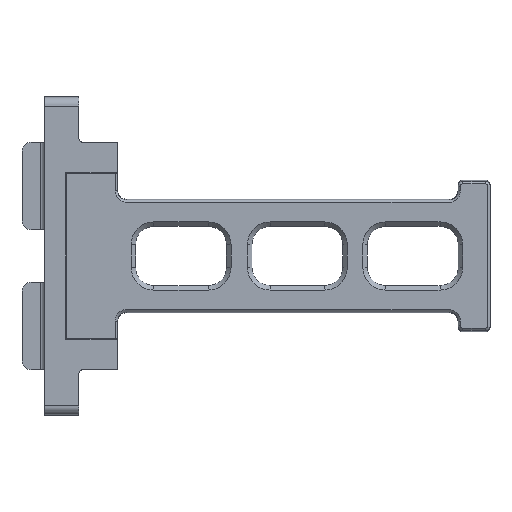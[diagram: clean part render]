
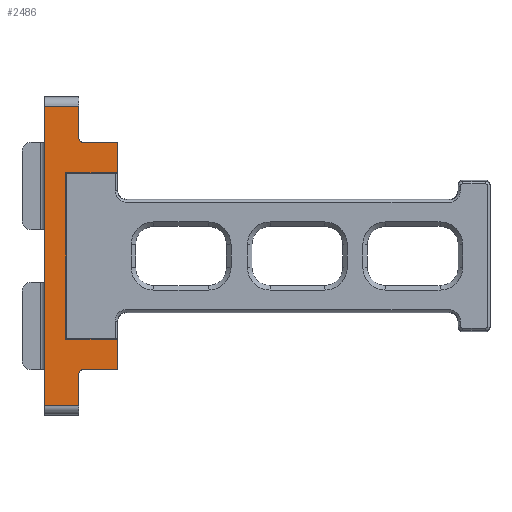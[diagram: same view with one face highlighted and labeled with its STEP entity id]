
A CAD part, front view. The second image highlights one B-rep face of the part: STEP entity #2486.
In plain terms, the highlighted planar face has unit normal (0, -1, 0).
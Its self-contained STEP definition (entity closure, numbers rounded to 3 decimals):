
#14 = ORIENTED_EDGE ( 'NONE', *, *, #4231, .T. ) ;
#16 = DIRECTION ( 'NONE',  ( 0., 0., -1. ) ) ;
#442 = VERTEX_POINT ( 'NONE', #3450 ) ;
#490 = VECTOR ( 'NONE', #13236, 1000. ) ;
#699 = EDGE_CURVE ( 'NONE', #8897, #3430, #8447, .T. ) ;
#981 = EDGE_CURVE ( 'NONE', #6915, #14937, #12285, .T. ) ;
#986 = CIRCLE ( 'NONE', #2467, 1. ) ;
#1120 = CARTESIAN_POINT ( 'NONE',  ( 16.5, 16.5, 23.6 ) ) ;
#1240 = EDGE_LOOP ( 'NONE', ( #8248, #7539, #14, #5656, #12083, #10291, #4537, #13996, #4571, #13129, #8404, #13476, #15517, #12373 ) ) ;
#1258 = DIRECTION ( 'NONE',  ( 1., 0., 0. ) ) ;
#1281 = VECTOR ( 'NONE', #2712, 1000. ) ;
#1291 = DIRECTION ( 'NONE',  ( 0., 1., 0. ) ) ;
#1371 = DIRECTION ( 'NONE',  ( -1., 0., 0. ) ) ;
#1436 = VERTEX_POINT ( 'NONE', #2157 ) ;
#1762 = VERTEX_POINT ( 'NONE', #12624 ) ;
#2120 = EDGE_CURVE ( 'NONE', #442, #1762, #7161, .T. ) ;
#2157 = CARTESIAN_POINT ( 'NONE',  ( 18., 16.5, -13. ) ) ;
#2162 = LINE ( 'NONE', #15384, #3851 ) ;
#2243 = LINE ( 'NONE', #11546, #6299 ) ;
#2467 = AXIS2_PLACEMENT_3D ( 'NONE', #7587, #5060, #3727 ) ;
#2486 = ADVANCED_FACE ( 'NONE', ( #11784 ), #12899, .F. ) ;
#2492 = CIRCLE ( 'NONE', #11302, 1. ) ;
#2523 = LINE ( 'NONE', #14709, #13812 ) ;
#2612 = VERTEX_POINT ( 'NONE', #5751 ) ;
#2680 = DIRECTION ( 'NONE',  ( 0., 0., -1. ) ) ;
#2712 = DIRECTION ( 'NONE',  ( 1., 0., 0. ) ) ;
#2741 = CARTESIAN_POINT ( 'NONE',  ( 4., 16.5, 38.3 ) ) ;
#2782 = VECTOR ( 'NONE', #3626, 1000. ) ;
#3430 = VERTEX_POINT ( 'NONE', #8801 ) ;
#3450 = CARTESIAN_POINT ( 'NONE',  ( 2., 16.5, -27.7 ) ) ;
#3574 = VECTOR ( 'NONE', #1258, 1000. ) ;
#3626 = DIRECTION ( 'NONE',  ( -1., 0., 0. ) ) ;
#3727 = DIRECTION ( 'NONE',  ( -1., 0., 0. ) ) ;
#3851 = VECTOR ( 'NONE', #4608, 1000. ) ;
#4231 = EDGE_CURVE ( 'NONE', #8728, #442, #15263, .T. ) ;
#4255 = VECTOR ( 'NONE', #2680, 1000. ) ;
#4286 = VECTOR ( 'NONE', #16, 1000. ) ;
#4349 = EDGE_CURVE ( 'NONE', #6915, #8728, #14773, .T. ) ;
#4537 = ORIENTED_EDGE ( 'NONE', *, *, #11605, .F. ) ;
#4571 = ORIENTED_EDGE ( 'NONE', *, *, #10842, .F. ) ;
#4608 = DIRECTION ( 'NONE',  ( 0., 0., 1. ) ) ;
#4695 = DIRECTION ( 'NONE',  ( 0., 1., 0. ) ) ;
#5060 = DIRECTION ( 'NONE',  ( 0., 1., 0. ) ) ;
#5656 = ORIENTED_EDGE ( 'NONE', *, *, #2120, .T. ) ;
#5751 = CARTESIAN_POINT ( 'NONE',  ( 10.5, 16.5, -19.7 ) ) ;
#5812 = EDGE_CURVE ( 'NONE', #3430, #10366, #2243, .T. ) ;
#5944 = CARTESIAN_POINT ( 'NONE',  ( 9.5, 16.5, 38.3 ) ) ;
#6299 = VECTOR ( 'NONE', #13033, 1000. ) ;
#6453 = CARTESIAN_POINT ( 'NONE',  ( 9.5, 16.5, 40.3 ) ) ;
#6556 = DIRECTION ( 'NONE',  ( 0., 0., -1. ) ) ;
#6915 = VERTEX_POINT ( 'NONE', #5944 ) ;
#7161 = LINE ( 'NONE', #12991, #3574 ) ;
#7165 = VERTEX_POINT ( 'NONE', #15137 ) ;
#7539 = ORIENTED_EDGE ( 'NONE', *, *, #4349, .T. ) ;
#7587 = CARTESIAN_POINT ( 'NONE',  ( 10.5, 16.5, 31.3 ) ) ;
#8071 = VERTEX_POINT ( 'NONE', #14828 ) ;
#8182 = CARTESIAN_POINT ( 'NONE',  ( 100.081, 16.5, 22.7 ) ) ;
#8248 = ORIENTED_EDGE ( 'NONE', *, *, #981, .F. ) ;
#8404 = ORIENTED_EDGE ( 'NONE', *, *, #10237, .F. ) ;
#8447 = LINE ( 'NONE', #10727, #490 ) ;
#8539 = DIRECTION ( 'NONE',  ( -1., 0., 0. ) ) ;
#8543 = CARTESIAN_POINT ( 'NONE',  ( 100.081, 16.5, -19.7 ) ) ;
#8682 = DIRECTION ( 'NONE',  ( 0., 0., 1. ) ) ;
#8713 = LINE ( 'NONE', #13501, #1281 ) ;
#8728 = VERTEX_POINT ( 'NONE', #8961 ) ;
#8801 = CARTESIAN_POINT ( 'NONE',  ( 18., 16.5, 30.3 ) ) ;
#8897 = VERTEX_POINT ( 'NONE', #14143 ) ;
#8908 = CARTESIAN_POINT ( 'NONE',  ( 9.5, 16.5, 31.3 ) ) ;
#8961 = CARTESIAN_POINT ( 'NONE',  ( 2., 16.5, 38.3 ) ) ;
#9021 = VECTOR ( 'NONE', #1371, 1000. ) ;
#9342 = EDGE_CURVE ( 'NONE', #8071, #1436, #2523, .T. ) ;
#9378 = LINE ( 'NONE', #1120, #2782 ) ;
#9687 = CARTESIAN_POINT ( 'NONE',  ( 6.6, 16.5, 15. ) ) ;
#10174 = EDGE_CURVE ( 'NONE', #14220, #7165, #13302, .T. ) ;
#10237 = EDGE_CURVE ( 'NONE', #8897, #14220, #9378, .T. ) ;
#10291 = ORIENTED_EDGE ( 'NONE', *, *, #11194, .T. ) ;
#10366 = VERTEX_POINT ( 'NONE', #11489 ) ;
#10640 = CARTESIAN_POINT ( 'NONE',  ( 2., 16.5, 22.7 ) ) ;
#10727 = CARTESIAN_POINT ( 'NONE',  ( 18., 16.5, 33.3 ) ) ;
#10842 = EDGE_CURVE ( 'NONE', #7165, #1436, #8713, .T. ) ;
#11194 = EDGE_CURVE ( 'NONE', #14291, #2612, #2492, .T. ) ;
#11302 = AXIS2_PLACEMENT_3D ( 'NONE', #14424, #1291, #8539 ) ;
#11489 = CARTESIAN_POINT ( 'NONE',  ( 10.5, 16.5, 30.3 ) ) ;
#11546 = CARTESIAN_POINT ( 'NONE',  ( 100.081, 16.5, 30.3 ) ) ;
#11605 = EDGE_CURVE ( 'NONE', #8071, #2612, #12154, .T. ) ;
#11630 = EDGE_CURVE ( 'NONE', #10366, #14937, #986, .T. ) ;
#11784 = FACE_OUTER_BOUND ( 'NONE', #1240, .T. ) ;
#12083 = ORIENTED_EDGE ( 'NONE', *, *, #13874, .T. ) ;
#12154 = LINE ( 'NONE', #8543, #9021 ) ;
#12235 = CARTESIAN_POINT ( 'NONE',  ( 9.5, 16.5, -20.7 ) ) ;
#12285 = LINE ( 'NONE', #6453, #4255 ) ;
#12373 = ORIENTED_EDGE ( 'NONE', *, *, #11630, .T. ) ;
#12478 = VECTOR ( 'NONE', #13612, 1000. ) ;
#12624 = CARTESIAN_POINT ( 'NONE',  ( 9.5, 16.5, -27.7 ) ) ;
#12899 = PLANE ( 'NONE',  #14144 ) ;
#12991 = CARTESIAN_POINT ( 'NONE',  ( 9.5, 16.5, -27.7 ) ) ;
#13033 = DIRECTION ( 'NONE',  ( -1., 0., 0. ) ) ;
#13129 = ORIENTED_EDGE ( 'NONE', *, *, #10174, .F. ) ;
#13198 = DIRECTION ( 'NONE',  ( -1., 0., 0. ) ) ;
#13236 = DIRECTION ( 'NONE',  ( 0., 0., 1. ) ) ;
#13302 = LINE ( 'NONE', #9687, #4286 ) ;
#13476 = ORIENTED_EDGE ( 'NONE', *, *, #699, .T. ) ;
#13501 = CARTESIAN_POINT ( 'NONE',  ( 16.5, 16.5, -13. ) ) ;
#13612 = DIRECTION ( 'NONE',  ( -1., 0., 0. ) ) ;
#13812 = VECTOR ( 'NONE', #8682, 1000. ) ;
#13874 = EDGE_CURVE ( 'NONE', #1762, #14291, #2162, .T. ) ;
#13996 = ORIENTED_EDGE ( 'NONE', *, *, #9342, .T. ) ;
#14143 = CARTESIAN_POINT ( 'NONE',  ( 18., 16.5, 23.6 ) ) ;
#14144 = AXIS2_PLACEMENT_3D ( 'NONE', #8182, #4695, #13198 ) ;
#14220 = VERTEX_POINT ( 'NONE', #15294 ) ;
#14291 = VERTEX_POINT ( 'NONE', #12235 ) ;
#14424 = CARTESIAN_POINT ( 'NONE',  ( 10.5, 16.5, -20.7 ) ) ;
#14709 = CARTESIAN_POINT ( 'NONE',  ( 18., 16.5, 22.7 ) ) ;
#14773 = LINE ( 'NONE', #2741, #12478 ) ;
#14828 = CARTESIAN_POINT ( 'NONE',  ( 18., 16.5, -19.7 ) ) ;
#14937 = VERTEX_POINT ( 'NONE', #8908 ) ;
#15137 = CARTESIAN_POINT ( 'NONE',  ( 6.6, 16.5, -13. ) ) ;
#15263 = LINE ( 'NONE', #10640, #15471 ) ;
#15294 = CARTESIAN_POINT ( 'NONE',  ( 6.6, 16.5, 23.6 ) ) ;
#15384 = CARTESIAN_POINT ( 'NONE',  ( 9.5, 16.5, -29.7 ) ) ;
#15471 = VECTOR ( 'NONE', #6556, 1000. ) ;
#15517 = ORIENTED_EDGE ( 'NONE', *, *, #5812, .T. ) ;
